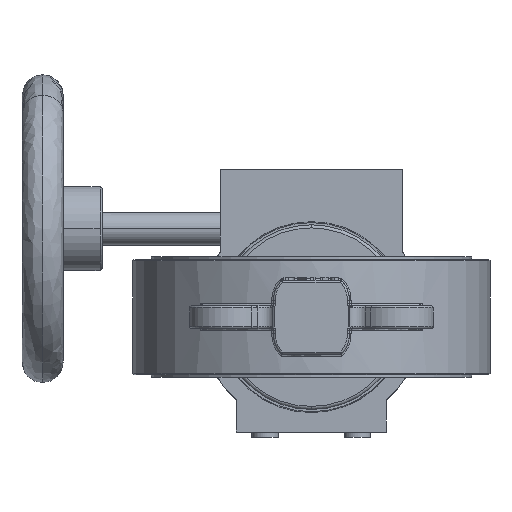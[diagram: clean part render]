
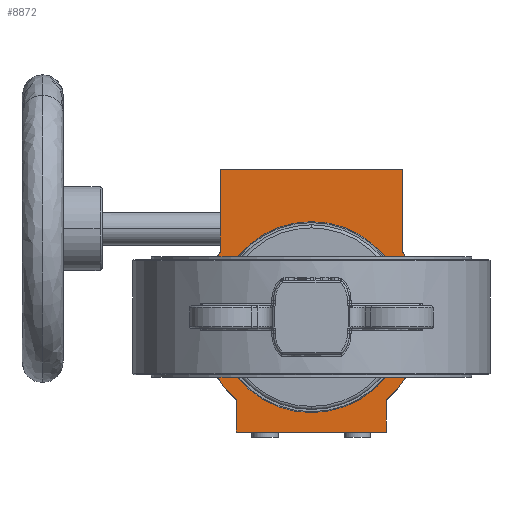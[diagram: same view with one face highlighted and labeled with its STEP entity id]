
A CAD part, front view. The second image highlights one B-rep face of the part: STEP entity #8872.
In plain terms, the highlighted planar face has unit normal (0, -1, 0).
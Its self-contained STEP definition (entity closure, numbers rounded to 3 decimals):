
#479 = LINE ( 'NONE', #11172, #23610 ) ;
#732 = CARTESIAN_POINT ( 'NONE',  ( -36.5, 178., 0.032 ) ) ;
#733 = EDGE_CURVE ( 'NONE', #15579, #22406, #34980, .T. ) ;
#924 = DIRECTION ( 'NONE',  ( 0., 1., 0. ) ) ;
#1164 = LINE ( 'NONE', #30642, #4304 ) ;
#1633 = LINE ( 'NONE', #4014, #8005 ) ;
#1745 = DIRECTION ( 'NONE',  ( 1., 0., -0.001 ) ) ;
#1916 = CARTESIAN_POINT ( 'NONE',  ( -36.699, 178., -40.292 ) ) ;
#2107 = EDGE_CURVE ( 'NONE', #15579, #22997, #1164, .T. ) ;
#2364 = AXIS2_PLACEMENT_3D ( 'NONE', #19240, #15918, #1745 ) ;
#3234 = AXIS2_PLACEMENT_3D ( 'NONE', #22566, #34139, #22696 ) ;
#3240 = DIRECTION ( 'NONE',  ( 0., 1., 0. ) ) ;
#4014 = CARTESIAN_POINT ( 'NONE',  ( -0.05, 178., -56. ) ) ;
#4058 = VERTEX_POINT ( 'NONE', #11456 ) ;
#4304 = VECTOR ( 'NONE', #36510, 1000. ) ;
#4554 = CARTESIAN_POINT ( 'NONE',  ( -44.436, 178., 72.039 ) ) ;
#4839 = VERTEX_POINT ( 'NONE', #1916 ) ;
#5009 = CARTESIAN_POINT ( 'NONE',  ( 0., 178., 0. ) ) ;
#6233 = VERTEX_POINT ( 'NONE', #28580 ) ;
#6260 = DIRECTION ( 'NONE',  ( 0., 1., 0. ) ) ;
#6362 = CIRCLE ( 'NONE', #26238, 46.5 ) ;
#6883 = EDGE_CURVE ( 'NONE', #12637, #14484, #29138, .T. ) ;
#7184 = CARTESIAN_POINT ( 'NONE',  ( -54.5, 178., 0.048 ) ) ;
#7610 = ORIENTED_EDGE ( 'NONE', *, *, #8627, .F. ) ;
#8005 = VECTOR ( 'NONE', #26731, 1000. ) ;
#8059 = DIRECTION ( 'NONE',  ( 1., 0., -0.001 ) ) ;
#8354 = CARTESIAN_POINT ( 'NONE',  ( -44.472, 178., 31.662 ) ) ;
#8627 = EDGE_CURVE ( 'NONE', #9785, #32085, #37271, .T. ) ;
#8668 = VERTEX_POINT ( 'NONE', #7184 ) ;
#8872 = ADVANCED_FACE ( 'NONE', ( #32236, #30389 ), #22401, .T. ) ;
#9117 = VECTOR ( 'NONE', #21032, 1000. ) ;
#9223 = AXIS2_PLACEMENT_3D ( 'NONE', #37190, #17251, #28398 ) ;
#9384 = DIRECTION ( 'NONE',  ( -1., 0., 0.001 ) ) ;
#9548 = DIRECTION ( 'NONE',  ( 0., 1., 0. ) ) ;
#9785 = VERTEX_POINT ( 'NONE', #8354 ) ;
#10448 = ORIENTED_EDGE ( 'NONE', *, *, #29741, .T. ) ;
#10539 = AXIS2_PLACEMENT_3D ( 'NONE', #22178, #30631, #19514 ) ;
#11044 = DIRECTION ( 'NONE',  ( 0., 1., 0. ) ) ;
#11172 = CARTESIAN_POINT ( 'NONE',  ( 36.5, 178., -0.032 ) ) ;
#11349 = VECTOR ( 'NONE', #26585, 1000. ) ;
#11456 = CARTESIAN_POINT ( 'NONE',  ( 36.464, 178., -40.726 ) ) ;
#11983 = ORIENTED_EDGE ( 'NONE', *, *, #29285, .F. ) ;
#12532 = VERTEX_POINT ( 'NONE', #26325 ) ;
#12551 = CARTESIAN_POINT ( 'NONE',  ( 44.528, 178., 31.425 ) ) ;
#12637 = VERTEX_POINT ( 'NONE', #37099 ) ;
#14129 = CARTESIAN_POINT ( 'NONE',  ( 54.5, 178., -0.048 ) ) ;
#14225 = CARTESIAN_POINT ( 'NONE',  ( 0., 178., 0. ) ) ;
#14484 = VERTEX_POINT ( 'NONE', #15018 ) ;
#14653 = AXIS2_PLACEMENT_3D ( 'NONE', #21501, #9548, #30228 ) ;
#14824 = ORIENTED_EDGE ( 'NONE', *, *, #18737, .T. ) ;
#15018 = CARTESIAN_POINT ( 'NONE',  ( -36.55, 178., -55.968 ) ) ;
#15206 = CARTESIAN_POINT ( 'NONE',  ( 0., 178., 0. ) ) ;
#15303 = ORIENTED_EDGE ( 'NONE', *, *, #733, .F. ) ;
#15458 = CARTESIAN_POINT ( 'NONE',  ( 36.628, 178., -40.356 ) ) ;
#15579 = VERTEX_POINT ( 'NONE', #12551 ) ;
#15588 = VERTEX_POINT ( 'NONE', #15458 ) ;
#15918 = DIRECTION ( 'NONE',  ( 0., 1., 0. ) ) ;
#16019 = DIRECTION ( 'NONE',  ( 1., 0., -0.001 ) ) ;
#16130 = ORIENTED_EDGE ( 'NONE', *, *, #36624, .T. ) ;
#16627 = ORIENTED_EDGE ( 'NONE', *, *, #25342, .F. ) ;
#16840 = AXIS2_PLACEMENT_3D ( 'NONE', #25437, #3240, #8059 ) ;
#17099 = CARTESIAN_POINT ( 'NONE',  ( -44.436, 178., 72.039 ) ) ;
#17251 = DIRECTION ( 'NONE',  ( 0., 1., 0. ) ) ;
#18033 = ORIENTED_EDGE ( 'NONE', *, *, #28211, .F. ) ;
#18434 = ORIENTED_EDGE ( 'NONE', *, *, #37634, .F. ) ;
#18737 = EDGE_CURVE ( 'NONE', #12532, #23117, #6362, .T. ) ;
#19240 = CARTESIAN_POINT ( 'NONE',  ( 36.964, 178., -40.727 ) ) ;
#19261 = DIRECTION ( 'NONE',  ( 1., 0., -0.001 ) ) ;
#19445 = LINE ( 'NONE', #19655, #22173 ) ;
#19514 = DIRECTION ( 'NONE',  ( 1., 0., -0.001 ) ) ;
#19655 = CARTESIAN_POINT ( 'NONE',  ( -26.936, 178., 72.024 ) ) ;
#20648 = CIRCLE ( 'NONE', #10539, 0.5 ) ;
#21032 = DIRECTION ( 'NONE',  ( -0.001, 0., -1. ) ) ;
#21118 = AXIS2_PLACEMENT_3D ( 'NONE', #26032, #6260, #37598 ) ;
#21433 = CIRCLE ( 'NONE', #2364, 0.5 ) ;
#21501 = CARTESIAN_POINT ( 'NONE',  ( 0., 178., 0. ) ) ;
#22173 = VECTOR ( 'NONE', #19261, 1000. ) ;
#22178 = CARTESIAN_POINT ( 'NONE',  ( -37.036, 178., -40.661 ) ) ;
#22193 = AXIS2_PLACEMENT_3D ( 'NONE', #14225, #11044, #28591 ) ;
#22252 = EDGE_CURVE ( 'NONE', #14484, #36313, #1633, .T. ) ;
#22401 = PLANE ( 'NONE',  #26490 ) ;
#22406 = VERTEX_POINT ( 'NONE', #14129 ) ;
#22566 = CARTESIAN_POINT ( 'NONE',  ( 0., 178., 0. ) ) ;
#22696 = DIRECTION ( 'NONE',  ( 1., 0., -0.001 ) ) ;
#22878 = EDGE_LOOP ( 'NONE', ( #24802, #11983, #15303, #25776, #16627, #7610, #16130, #18434, #18033, #10448, #34199, #37055, #36635 ) ) ;
#22997 = VERTEX_POINT ( 'NONE', #24960 ) ;
#23117 = VERTEX_POINT ( 'NONE', #32709 ) ;
#23571 = EDGE_CURVE ( 'NONE', #36313, #4058, #479, .T. ) ;
#23610 = VECTOR ( 'NONE', #25281, 1000. ) ;
#24729 = CIRCLE ( 'NONE', #16840, 54.5 ) ;
#24802 = ORIENTED_EDGE ( 'NONE', *, *, #32507, .T. ) ;
#24960 = CARTESIAN_POINT ( 'NONE',  ( 44.564, 178., 71.961 ) ) ;
#25281 = DIRECTION ( 'NONE',  ( 0.001, 0., 1. ) ) ;
#25342 = EDGE_CURVE ( 'NONE', #32085, #22997, #19445, .T. ) ;
#25437 = CARTESIAN_POINT ( 'NONE',  ( 0., 178., 0. ) ) ;
#25776 = ORIENTED_EDGE ( 'NONE', *, *, #2107, .T. ) ;
#26032 = CARTESIAN_POINT ( 'NONE',  ( 0., 178., 0. ) ) ;
#26238 = AXIS2_PLACEMENT_3D ( 'NONE', #15206, #924, #9384 ) ;
#26325 = CARTESIAN_POINT ( 'NONE',  ( -46.5, 178., 0.041 ) ) ;
#26490 = AXIS2_PLACEMENT_3D ( 'NONE', #5009, #33479, #16019 ) ;
#26585 = DIRECTION ( 'NONE',  ( 0.001, 0., 1. ) ) ;
#26731 = DIRECTION ( 'NONE',  ( 1., 0., -0.001 ) ) ;
#26847 = ORIENTED_EDGE ( 'NONE', *, *, #33889, .T. ) ;
#27320 = EDGE_LOOP ( 'NONE', ( #14824, #26847 ) ) ;
#27351 = CIRCLE ( 'NONE', #3234, 54.5 ) ;
#28211 = EDGE_CURVE ( 'NONE', #4839, #8668, #24729, .T. ) ;
#28368 = CIRCLE ( 'NONE', #21118, 46.5 ) ;
#28398 = DIRECTION ( 'NONE',  ( 1., 0., -0.001 ) ) ;
#28580 = CARTESIAN_POINT ( 'NONE',  ( -44.563, 178., 31.375 ) ) ;
#28591 = DIRECTION ( 'NONE',  ( 1., 0., -0.001 ) ) ;
#29138 = LINE ( 'NONE', #732, #9117 ) ;
#29285 = EDGE_CURVE ( 'NONE', #22406, #15588, #32902, .T. ) ;
#29741 = EDGE_CURVE ( 'NONE', #4839, #12637, #20648, .T. ) ;
#30228 = DIRECTION ( 'NONE',  ( 1., 0., -0.001 ) ) ;
#30389 = FACE_OUTER_BOUND ( 'NONE', #22878, .T. ) ;
#30631 = DIRECTION ( 'NONE',  ( 0., 1., 0. ) ) ;
#30642 = CARTESIAN_POINT ( 'NONE',  ( 44.5, 178., -0.039 ) ) ;
#32085 = VERTEX_POINT ( 'NONE', #4554 ) ;
#32236 = FACE_BOUND ( 'NONE', #27320, .T. ) ;
#32507 = EDGE_CURVE ( 'NONE', #4058, #15588, #21433, .T. ) ;
#32709 = CARTESIAN_POINT ( 'NONE',  ( 46.5, 178., -0.041 ) ) ;
#32902 = CIRCLE ( 'NONE', #14653, 54.5 ) ;
#33479 = DIRECTION ( 'NONE',  ( 0., -1., 0. ) ) ;
#33889 = EDGE_CURVE ( 'NONE', #23117, #12532, #28368, .T. ) ;
#34139 = DIRECTION ( 'NONE',  ( 0., 1., 0. ) ) ;
#34199 = ORIENTED_EDGE ( 'NONE', *, *, #6883, .T. ) ;
#34266 = CIRCLE ( 'NONE', #9223, 0.5 ) ;
#34980 = CIRCLE ( 'NONE', #22193, 54.5 ) ;
#36313 = VERTEX_POINT ( 'NONE', #36389 ) ;
#36389 = CARTESIAN_POINT ( 'NONE',  ( 36.45, 178., -56.032 ) ) ;
#36510 = DIRECTION ( 'NONE',  ( 0.001, 0., 1. ) ) ;
#36624 = EDGE_CURVE ( 'NONE', #9785, #6233, #34266, .T. ) ;
#36635 = ORIENTED_EDGE ( 'NONE', *, *, #23571, .T. ) ;
#37055 = ORIENTED_EDGE ( 'NONE', *, *, #22252, .T. ) ;
#37099 = CARTESIAN_POINT ( 'NONE',  ( -36.536, 178., -40.662 ) ) ;
#37190 = CARTESIAN_POINT ( 'NONE',  ( -44.972, 178., 31.663 ) ) ;
#37271 = LINE ( 'NONE', #17099, #11349 ) ;
#37598 = DIRECTION ( 'NONE',  ( -1., 0., 0.001 ) ) ;
#37634 = EDGE_CURVE ( 'NONE', #8668, #6233, #27351, .T. ) ;
